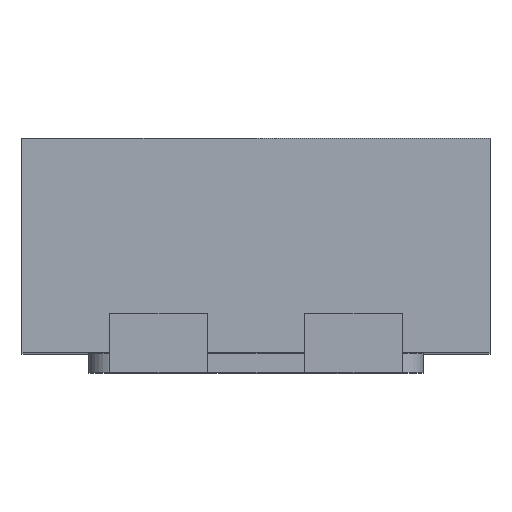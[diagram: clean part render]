
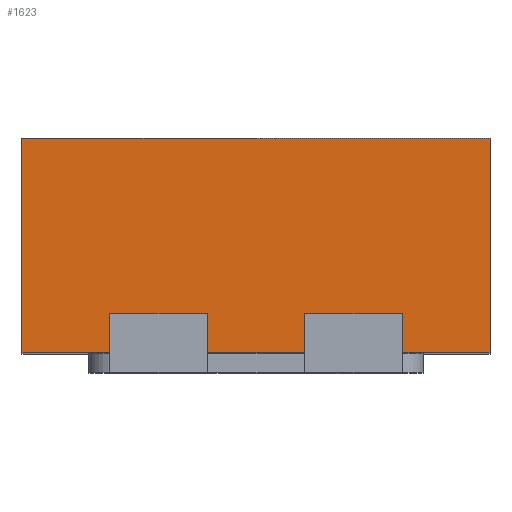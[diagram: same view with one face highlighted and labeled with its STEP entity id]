
A CAD part, top view. The second image highlights one B-rep face of the part: STEP entity #1623.
In plain terms, the highlighted planar face has unit normal (0, 0, 1).
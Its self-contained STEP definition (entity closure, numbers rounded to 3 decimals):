
#9 = DIRECTION ( 'NONE',  ( 1., 0., 0. ) ) ;
#19 = ORIENTED_EDGE ( 'NONE', *, *, #844, .T. ) ;
#22 = EDGE_CURVE ( 'NONE', #2481, #2133, #230, .T. ) ;
#34 = ORIENTED_EDGE ( 'NONE', *, *, #1954, .T. ) ;
#70 = CARTESIAN_POINT ( 'NONE',  ( 0.6, 0.55, 0.8 ) ) ;
#92 = ORIENTED_EDGE ( 'NONE', *, *, #22, .T. ) ;
#96 = ORIENTED_EDGE ( 'NONE', *, *, #2583, .T. ) ;
#112 = CARTESIAN_POINT ( 'NONE',  ( -0.375, 0., 0.8 ) ) ;
#220 = ORIENTED_EDGE ( 'NONE', *, *, #659, .T. ) ;
#230 = LINE ( 'NONE', #2165, #353 ) ;
#326 = DIRECTION ( 'NONE',  ( 1., 0., 0. ) ) ;
#351 = DIRECTION ( 'NONE',  ( -1., 0., 0. ) ) ;
#353 = VECTOR ( 'NONE', #2175, 1000. ) ;
#400 = VECTOR ( 'NONE', #351, 1000. ) ;
#450 = EDGE_CURVE ( 'NONE', #1403, #2040, #1848, .T. ) ;
#549 = DIRECTION ( 'NONE',  ( 0., -1., 0. ) ) ;
#564 = CARTESIAN_POINT ( 'NONE',  ( -0.6, 0.55, 0.8 ) ) ;
#603 = EDGE_LOOP ( 'NONE', ( #890, #96, #92, #2218, #1098, #34, #747, #783, #2352, #19, #220, #1811 ) ) ;
#623 = EDGE_CURVE ( 'NONE', #1228, #1813, #2516, .T. ) ;
#648 = DIRECTION ( 'NONE',  ( 0., -1., 0. ) ) ;
#659 = EDGE_CURVE ( 'NONE', #2611, #1148, #1181, .T. ) ;
#705 = CARTESIAN_POINT ( 'NONE',  ( -0.125, 0.1, 0.8 ) ) ;
#742 = CARTESIAN_POINT ( 'NONE',  ( 0.6, 0.55, 0.8 ) ) ;
#747 = ORIENTED_EDGE ( 'NONE', *, *, #2551, .T. ) ;
#756 = LINE ( 'NONE', #1362, #400 ) ;
#783 = ORIENTED_EDGE ( 'NONE', *, *, #623, .F. ) ;
#788 = EDGE_CURVE ( 'NONE', #2572, #1148, #2616, .T. ) ;
#844 = EDGE_CURVE ( 'NONE', #2334, #2611, #2450, .T. ) ;
#890 = ORIENTED_EDGE ( 'NONE', *, *, #1967, .F. ) ;
#1008 = CARTESIAN_POINT ( 'NONE',  ( 0.375, 0.1, 0.8 ) ) ;
#1057 = DIRECTION ( 'NONE',  ( 0., 0., -1. ) ) ;
#1058 = VECTOR ( 'NONE', #326, 1000. ) ;
#1098 = ORIENTED_EDGE ( 'NONE', *, *, #450, .F. ) ;
#1105 = LINE ( 'NONE', #1353, #1587 ) ;
#1118 = CARTESIAN_POINT ( 'NONE',  ( 0.375, 0.1, 0.8 ) ) ;
#1144 = FACE_OUTER_BOUND ( 'NONE', #603, .T. ) ;
#1146 = LINE ( 'NONE', #1751, #1902 ) ;
#1148 = VERTEX_POINT ( 'NONE', #1238 ) ;
#1181 = LINE ( 'NONE', #1479, #1844 ) ;
#1214 = CARTESIAN_POINT ( 'NONE',  ( 0.6, 0.55, 0.8 ) ) ;
#1228 = VERTEX_POINT ( 'NONE', #2489 ) ;
#1238 = CARTESIAN_POINT ( 'NONE',  ( 0.125, 0., 0.8 ) ) ;
#1269 = LINE ( 'NONE', #1368, #1742 ) ;
#1288 = CARTESIAN_POINT ( 'NONE',  ( 0.125, 0.1, 0.8 ) ) ;
#1353 = CARTESIAN_POINT ( 'NONE',  ( -0.6, 0.55, 0.8 ) ) ;
#1362 = CARTESIAN_POINT ( 'NONE',  ( -0.375, 0.1, 0.8 ) ) ;
#1368 = CARTESIAN_POINT ( 'NONE',  ( 0.125, 0.1, 0.8 ) ) ;
#1403 = VERTEX_POINT ( 'NONE', #564 ) ;
#1479 = CARTESIAN_POINT ( 'NONE',  ( 0.6, 0., 0.8 ) ) ;
#1487 = DIRECTION ( 'NONE',  ( -1., 0., 0. ) ) ;
#1539 = LINE ( 'NONE', #2453, #2047 ) ;
#1587 = VECTOR ( 'NONE', #549, 1000. ) ;
#1623 = ADVANCED_FACE ( 'NONE', ( #1144 ), #2223, .F. ) ;
#1694 = VECTOR ( 'NONE', #2326, 1000. ) ;
#1742 = VECTOR ( 'NONE', #2571, 1000. ) ;
#1751 = CARTESIAN_POINT ( 'NONE',  ( 0.6, 0., 0.8 ) ) ;
#1790 = VECTOR ( 'NONE', #2338, 1000. ) ;
#1811 = ORIENTED_EDGE ( 'NONE', *, *, #788, .F. ) ;
#1813 = VERTEX_POINT ( 'NONE', #112 ) ;
#1836 = CARTESIAN_POINT ( 'NONE',  ( 0.6, 0., 0.8 ) ) ;
#1844 = VECTOR ( 'NONE', #9, 1000. ) ;
#1848 = LINE ( 'NONE', #742, #1058 ) ;
#1865 = VERTEX_POINT ( 'NONE', #2162 ) ;
#1874 = CARTESIAN_POINT ( 'NONE',  ( -0.125, 0.1, 0.8 ) ) ;
#1876 = EDGE_CURVE ( 'NONE', #2334, #1228, #756, .T. ) ;
#1902 = VECTOR ( 'NONE', #2346, 1000. ) ;
#1920 = AXIS2_PLACEMENT_3D ( 'NONE', #70, #1057, #1487 ) ;
#1954 = EDGE_CURVE ( 'NONE', #1403, #1865, #1105, .T. ) ;
#1967 = EDGE_CURVE ( 'NONE', #2103, #2572, #1269, .T. ) ;
#1983 = DIRECTION ( 'NONE',  ( 0., -1., 0. ) ) ;
#1988 = CARTESIAN_POINT ( 'NONE',  ( -0.375, 0.1, 0.8 ) ) ;
#2040 = VERTEX_POINT ( 'NONE', #1214 ) ;
#2047 = VECTOR ( 'NONE', #648, 1000. ) ;
#2103 = VERTEX_POINT ( 'NONE', #1008 ) ;
#2124 = DIRECTION ( 'NONE',  ( 0., -1., 0. ) ) ;
#2133 = VERTEX_POINT ( 'NONE', #1836 ) ;
#2147 = CARTESIAN_POINT ( 'NONE',  ( 0.125, 0.1, 0.8 ) ) ;
#2162 = CARTESIAN_POINT ( 'NONE',  ( -0.6, 0., 0.8 ) ) ;
#2165 = CARTESIAN_POINT ( 'NONE',  ( 0.6, 0., 0.8 ) ) ;
#2175 = DIRECTION ( 'NONE',  ( 1., 0., 0. ) ) ;
#2185 = EDGE_CURVE ( 'NONE', #2040, #2133, #1539, .T. ) ;
#2218 = ORIENTED_EDGE ( 'NONE', *, *, #2185, .F. ) ;
#2223 = PLANE ( 'NONE',  #1920 ) ;
#2293 = VECTOR ( 'NONE', #2124, 1000. ) ;
#2326 = DIRECTION ( 'NONE',  ( 0., -1., 0. ) ) ;
#2334 = VERTEX_POINT ( 'NONE', #1874 ) ;
#2338 = DIRECTION ( 'NONE',  ( 0., -1., 0. ) ) ;
#2346 = DIRECTION ( 'NONE',  ( 1., 0., 0. ) ) ;
#2352 = ORIENTED_EDGE ( 'NONE', *, *, #1876, .F. ) ;
#2387 = VECTOR ( 'NONE', #1983, 1000. ) ;
#2398 = CARTESIAN_POINT ( 'NONE',  ( -0.125, 0., 0.8 ) ) ;
#2450 = LINE ( 'NONE', #705, #2293 ) ;
#2453 = CARTESIAN_POINT ( 'NONE',  ( 0.6, 0.55, 0.8 ) ) ;
#2481 = VERTEX_POINT ( 'NONE', #2504 ) ;
#2489 = CARTESIAN_POINT ( 'NONE',  ( -0.375, 0.1, 0.8 ) ) ;
#2504 = CARTESIAN_POINT ( 'NONE',  ( 0.375, 0., 0.8 ) ) ;
#2516 = LINE ( 'NONE', #1988, #2387 ) ;
#2530 = LINE ( 'NONE', #1118, #1790 ) ;
#2551 = EDGE_CURVE ( 'NONE', #1865, #1813, #1146, .T. ) ;
#2571 = DIRECTION ( 'NONE',  ( -1., 0., 0. ) ) ;
#2572 = VERTEX_POINT ( 'NONE', #2147 ) ;
#2583 = EDGE_CURVE ( 'NONE', #2103, #2481, #2530, .T. ) ;
#2611 = VERTEX_POINT ( 'NONE', #2398 ) ;
#2616 = LINE ( 'NONE', #1288, #1694 ) ;
